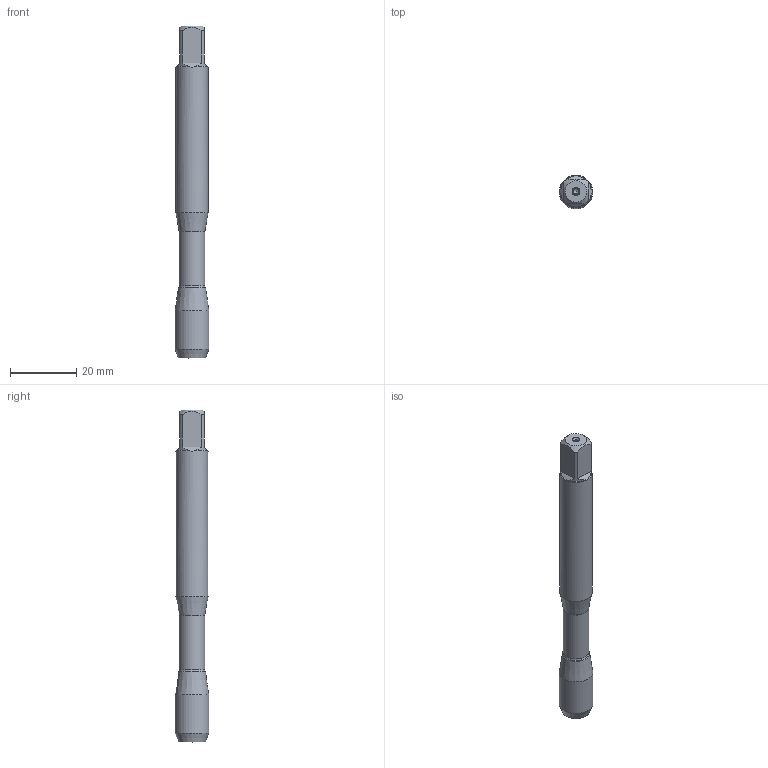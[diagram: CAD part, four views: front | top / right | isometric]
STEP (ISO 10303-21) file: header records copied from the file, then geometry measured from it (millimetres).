
FILE_DESCRIPTION(/* description */ (''),/* implementation_level */ '2;1');
FILE_NAME(/* name */ 'TOOL.STP',/* time_stamp */ '2023-04-19T08:15:44+02:00',/* author */ (''),/* organization */ ('SMS'),/* preprocessor_version */ 'ST-DEVELOPER v16.7',/* originating_system */ 'SIEMENS PLM Software NX 12.0',/* authorisation */ '');
FILE_SCHEMA (('AUTOMOTIVE_DESIGN { 1 0 10303 214 3 1 1 1 }'));
Length unit declared in the file: millimetre
Products named in the file (1): Tool
Bounding box: 10.18 x 10.18 x 100 mm (x, y, z)
Volume: 6564.8 mm3; surface area: 3129.1 mm2
Topology: 2 solids, 2 shells, 36 faces, 91 edges, 62 vertices
Faces by surface type: cone 13, plane 12, cylinder 9, torus 2
Full cylindrical faces by diameter (mm): 1.6 x2, 7.7 x1, 9.677 x1, 10.177 x1
Entity records: 1065 total; most frequent: CARTESIAN_POINT 231, DIRECTION 174, ORIENTED_EDGE 130, AXIS2_PLACEMENT_3D 81, EDGE_CURVE 65, EDGE_LOOP 52, VERTEX_POINT 51, ADVANCED_FACE 36
